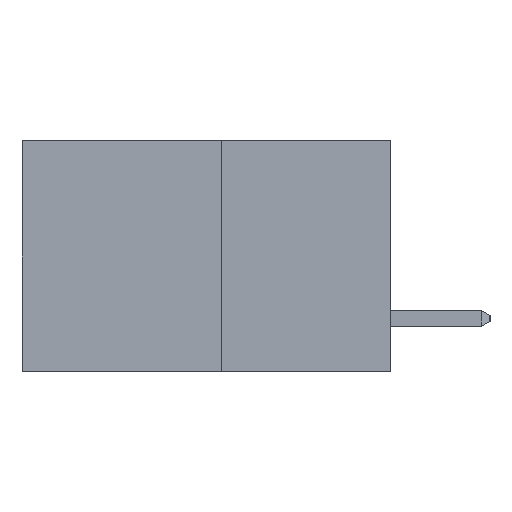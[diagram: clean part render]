
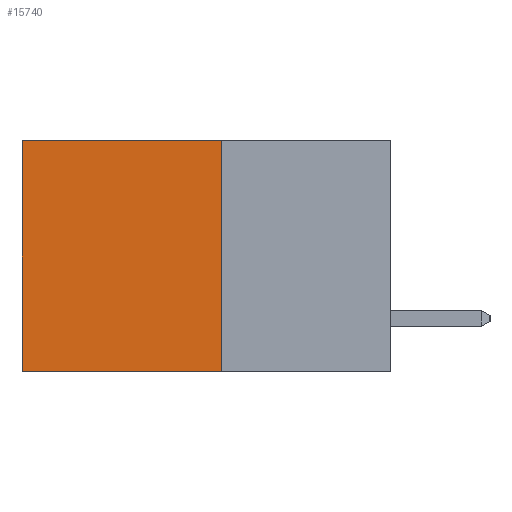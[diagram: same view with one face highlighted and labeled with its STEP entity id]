
A CAD part, left-side view. The second image highlights one B-rep face of the part: STEP entity #15740.
In plain terms, the highlighted planar face has unit normal (-1, 0, 0).
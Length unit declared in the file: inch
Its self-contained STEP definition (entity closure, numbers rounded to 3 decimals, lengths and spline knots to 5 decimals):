
#336 = VERTEX_POINT ( 'NONE', #4952 ) ;
#518 = ORIENTED_EDGE ( 'NONE', *, *, #21744, .F. ) ;
#1434 = CARTESIAN_POINT ( 'NONE',  ( 0.277, 0.27, 0. ) ) ;
#1458 = EDGE_CURVE ( 'NONE', #4179, #6613, #17645, .T. ) ;
#1629 = CARTESIAN_POINT ( 'NONE',  ( 0.277, 0.27, -0.37 ) ) ;
#2823 = LINE ( 'NONE', #6358, #23312 ) ;
#3126 = CARTESIAN_POINT ( 'NONE',  ( 0.277, 0.59, 0. ) ) ;
#3406 = ORIENTED_EDGE ( 'NONE', *, *, #20205, .T. ) ;
#3803 = CARTESIAN_POINT ( 'NONE',  ( 0.277, 0.59, -0.37 ) ) ;
#3940 = CARTESIAN_POINT ( 'NONE',  ( 0.277, 0.27, -0.37 ) ) ;
#4179 = VERTEX_POINT ( 'NONE', #3126 ) ;
#4952 = CARTESIAN_POINT ( 'NONE',  ( 0.277, 0.27, -0.37 ) ) ;
#5046 = ORIENTED_EDGE ( 'NONE', *, *, #1458, .T. ) ;
#6358 = CARTESIAN_POINT ( 'NONE',  ( 0.277, 0.27, 0. ) ) ;
#6613 = VERTEX_POINT ( 'NONE', #3803 ) ;
#10258 = DIRECTION ( 'NONE',  ( 0., 0., -1. ) ) ;
#14962 = LINE ( 'NONE', #3940, #24821 ) ;
#15740 = ADVANCED_FACE ( 'NONE', ( #21904 ), #18092, .F. ) ;
#16834 = VECTOR ( 'NONE', #19578, 39.37008 ) ;
#17645 = LINE ( 'NONE', #20037, #25650 ) ;
#18092 = PLANE ( 'NONE',  #21196 ) ;
#19578 = DIRECTION ( 'NONE',  ( 0., 1., 0. ) ) ;
#19827 = DIRECTION ( 'NONE',  ( 0., 0., -1. ) ) ;
#20037 = CARTESIAN_POINT ( 'NONE',  ( 0.277, 0.59, -0.37 ) ) ;
#20068 = CARTESIAN_POINT ( 'NONE',  ( 0.277, 0.27, -0.37 ) ) ;
#20205 = EDGE_CURVE ( 'NONE', #25432, #4179, #2823, .T. ) ;
#20710 = ORIENTED_EDGE ( 'NONE', *, *, #21817, .F. ) ;
#21196 = AXIS2_PLACEMENT_3D ( 'NONE', #20068, #22038, #10258 ) ;
#21744 = EDGE_CURVE ( 'NONE', #336, #6613, #22694, .T. ) ;
#21817 = EDGE_CURVE ( 'NONE', #25432, #336, #14962, .T. ) ;
#21904 = FACE_OUTER_BOUND ( 'NONE', #25775, .T. ) ;
#22038 = DIRECTION ( 'NONE',  ( 1., 0., 0. ) ) ;
#22236 = DIRECTION ( 'NONE',  ( 0., 1., 0. ) ) ;
#22309 = DIRECTION ( 'NONE',  ( 0., 0., -1. ) ) ;
#22694 = LINE ( 'NONE', #1629, #16834 ) ;
#23312 = VECTOR ( 'NONE', #22236, 39.37008 ) ;
#24821 = VECTOR ( 'NONE', #19827, 39.37008 ) ;
#25432 = VERTEX_POINT ( 'NONE', #1434 ) ;
#25650 = VECTOR ( 'NONE', #22309, 39.37008 ) ;
#25775 = EDGE_LOOP ( 'NONE', ( #5046, #518, #20710, #3406 ) ) ;
